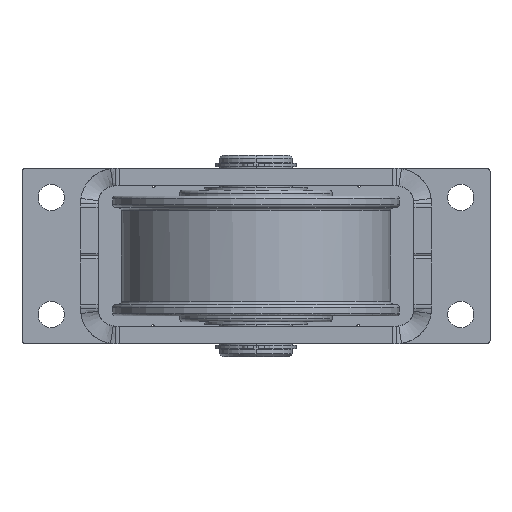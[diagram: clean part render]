
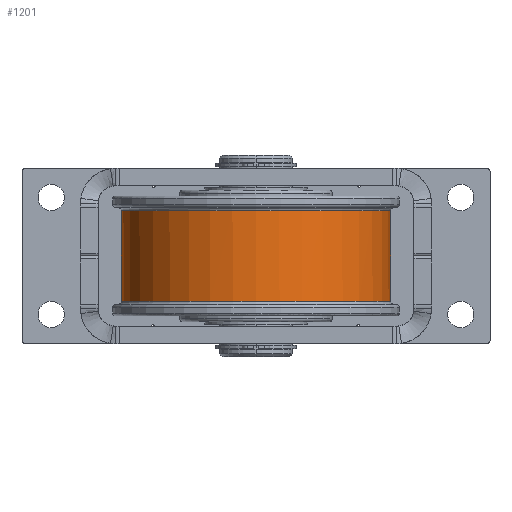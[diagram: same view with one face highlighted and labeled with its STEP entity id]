
A CAD part, front view. The second image highlights one B-rep face of the part: STEP entity #1201.
In plain terms, the highlighted cylindrical face has radius 46 mm (diameter 92 mm), a partial arc.
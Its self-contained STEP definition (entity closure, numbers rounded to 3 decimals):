
#1201=ADVANCED_FACE('',(#2508),#2509,.T.);
#2508=FACE_OUTER_BOUND('',#4509,.T.);
#2509=CYLINDRICAL_SURFACE('',#4510,46.0);
#4509=EDGE_LOOP('',(#8278,#8279,#8280,#8281,#8282,#8283));
#4510=AXIS2_PLACEMENT_3D('',#8284,#8285,#8286);
#8278=ORIENTED_EDGE('',*,*,#10402,.F.);
#8279=ORIENTED_EDGE('',*,*,#10410,.F.);
#8280=ORIENTED_EDGE('',*,*,#10098,.F.);
#8281=ORIENTED_EDGE('',*,*,#10401,.T.);
#8282=ORIENTED_EDGE('',*,*,#10101,.F.);
#8283=ORIENTED_EDGE('',*,*,#10408,.F.);
#8284=CARTESIAN_POINT('',(0.0,-58.0,22.55));
#8285=DIRECTION('',(-0.0,0.0,1.0));
#8286=DIRECTION('',(1.0,0.0,0.0));
#10098=EDGE_CURVE('',#12340,#12336,#12342,.T.);
#10101=EDGE_CURVE('',#12344,#12347,#12348,.T.);
#10401=EDGE_CURVE('',#12340,#12347,#12785,.T.);
#10402=EDGE_CURVE('',#12367,#12356,#12786,.T.);
#10408=EDGE_CURVE('',#12356,#12344,#12792,.T.);
#10410=EDGE_CURVE('',#12336,#12367,#12794,.T.);
#12336=VERTEX_POINT('',#15584);
#12340=VERTEX_POINT('',#15588);
#12342=CIRCLE('',#15590,46.0);
#12344=VERTEX_POINT('',#15592);
#12347=VERTEX_POINT('',#15595);
#12348=CIRCLE('',#15596,46.0);
#12356=VERTEX_POINT('',#15604);
#12367=VERTEX_POINT('',#15615);
#12785=LINE('',#16113,#16114);
#12786=LINE('',#16115,#16116);
#12792=CIRCLE('',#16122,46.0);
#12794=CIRCLE('',#16124,46.0);
#15584=CARTESIAN_POINT('',(-46.,-58.149,-15.5));
#15588=CARTESIAN_POINT('',(46.0,-58.0,-15.5));
#15590=AXIS2_PLACEMENT_3D('',#18011,#18012,#18013);
#15592=CARTESIAN_POINT('',(46.,-58.148,15.5));
#15595=CARTESIAN_POINT('',(46.0,-58.0,15.5));
#15596=AXIS2_PLACEMENT_3D('',#18017,#18018,#18019);
#15604=CARTESIAN_POINT('',(-46.0,-58.0,15.5));
#15615=CARTESIAN_POINT('',(-46.0,-58.0,-15.5));
#16113=CARTESIAN_POINT('',(46.0,-58.0,-15.5));
#16114=VECTOR('',#18505,30.999);
#16115=CARTESIAN_POINT('',(-46.0,-58.0,-15.5));
#16116=VECTOR('',#18506,30.999);
#16122=AXIS2_PLACEMENT_3D('',#18516,#18517,#18518);
#16124=AXIS2_PLACEMENT_3D('',#18519,#18520,#18521);
#18011=CARTESIAN_POINT('',(0.0,-58.0,-15.5));
#18012=DIRECTION('',(0.0,0.0,-1.0));
#18013=DIRECTION('',(1.0,0.0,0.0));
#18017=CARTESIAN_POINT('',(0.0,-58.0,15.5));
#18018=DIRECTION('',(0.0,0.0,1.0));
#18019=DIRECTION('',(-1.0,0.0,0.0));
#18505=DIRECTION('',(0.0,0.0,1.0));
#18506=DIRECTION('',(0.0,0.0,1.0));
#18516=CARTESIAN_POINT('',(0.0,-58.0,15.5));
#18517=DIRECTION('',(0.0,0.0,1.0));
#18518=DIRECTION('',(-1.0,0.0,0.0));
#18519=CARTESIAN_POINT('',(0.0,-58.0,-15.5));
#18520=DIRECTION('',(0.0,0.0,-1.0));
#18521=DIRECTION('',(1.0,0.0,0.0));
